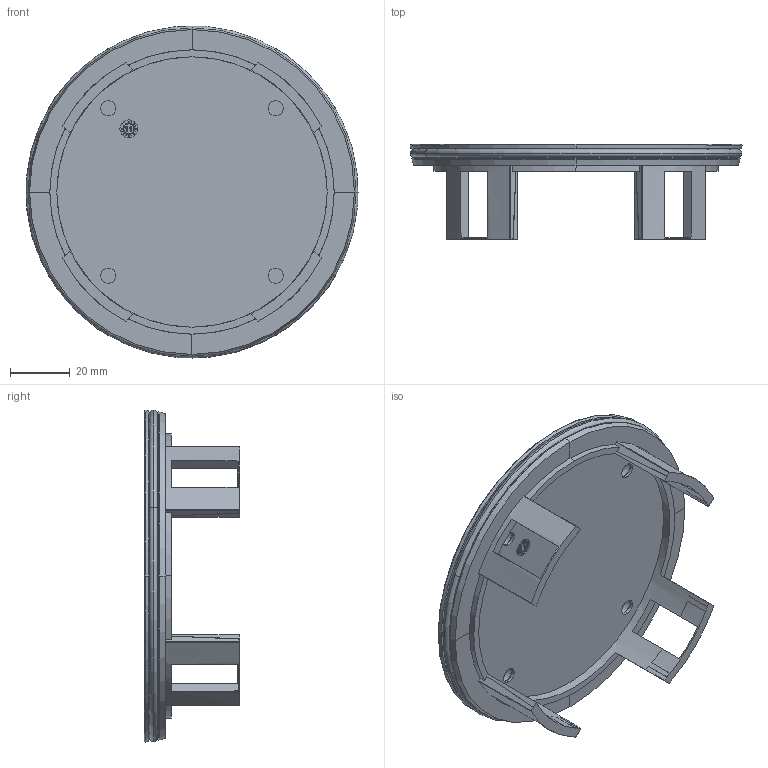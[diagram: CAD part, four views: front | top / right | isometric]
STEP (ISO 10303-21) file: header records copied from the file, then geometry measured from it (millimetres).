
FILE_DESCRIPTION((''),'2;1');
FILE_NAME('7428141_ASM','2014-06-05T',('AndreasKeweloh'),(''),'PRO/ENGINEER BY PARAMETRIC TECHNOLOGY CORPORATION, 2014000','PRO/ENGINEER BY PARAMETRIC TECHNOLOGY CORPORATION, 2014000','');
FILE_SCHEMA(('CONFIG_CONTROL_DESIGN'));
Length unit declared in the file: millimetre
Products named in the file (6): 055899_NUR__F_R__OPTISCHE_DARST; 036169_STANDARD; 036163_STANDARD; 036166__OHNE_GRIFFB_GEL; 046967_OHNE_GRIFFB_GEL_ASM; 7428141_ASM
Assembly tree (5 placements, depth 3):
  7428141_ASM
    055899_NUR__F_R__OPTISCHE_DARST
    036169_STANDARD
    036163_STANDARD
    046967_OHNE_GRIFFB_GEL_ASM
      036166__OHNE_GRIFFB_GEL
Bounding box: 110.86 x 31.76 x 110.86 mm (x, y, z)
Volume: 65901.8 mm3; surface area: 66649.9 mm2
Topology: 4 solids, 4 shells, 350 faces, 855 edges, 562 vertices
Faces by surface type: plane 165, cylinder 103, cone 60, torus 18, extrusion 4
Entity records: 11217 total; most frequent: CARTESIAN_POINT 2690, DIRECTION 1791, ORIENTED_EDGE 1710, EDGE_CURVE 855, AXIS2_PLACEMENT_3D 722, VERTEX_POINT 562, EDGE_LOOP 427, CIRCLE 364
